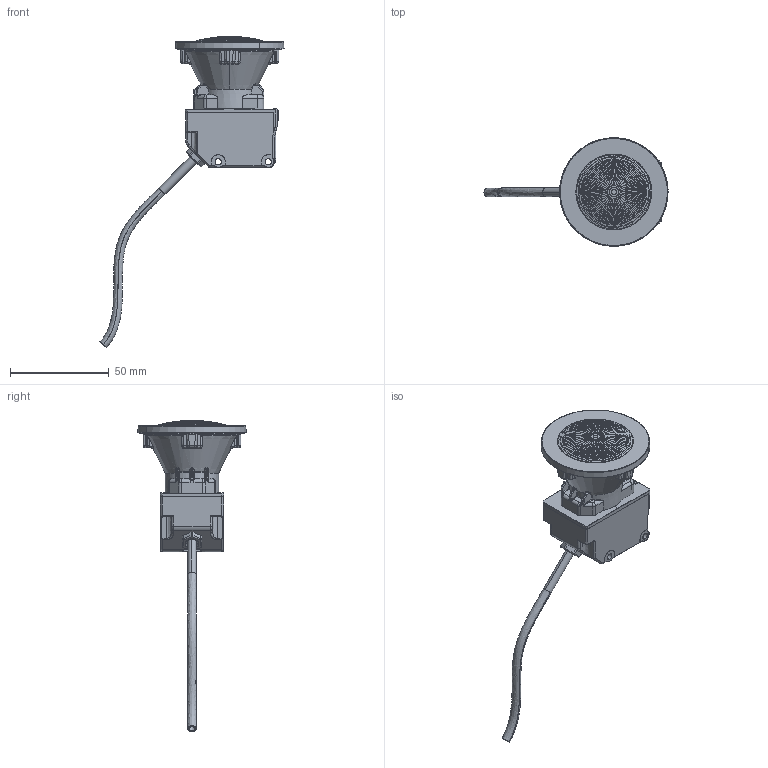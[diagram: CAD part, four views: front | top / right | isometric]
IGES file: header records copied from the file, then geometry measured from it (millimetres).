
Start section: SolidWorks IGES file using analytic representation for surfaces
Global section: file name: 1A1M-1A41-1D41.IGS; native system: SolidWorks 2024; preprocessor: SolidWorks 2024; author: 1700224; date: 241219.100240; units: millimetre
Bounding box: 93.26 x 54.95 x 157.68 mm (x, y, z)
Surface area: 18969.8 mm2 (no closed solid volume)
Topology: 0 solids, 0 shells, 1269 faces, 9674 edges, 9642 vertices
Faces by surface type: bspline 762, revolution 507
